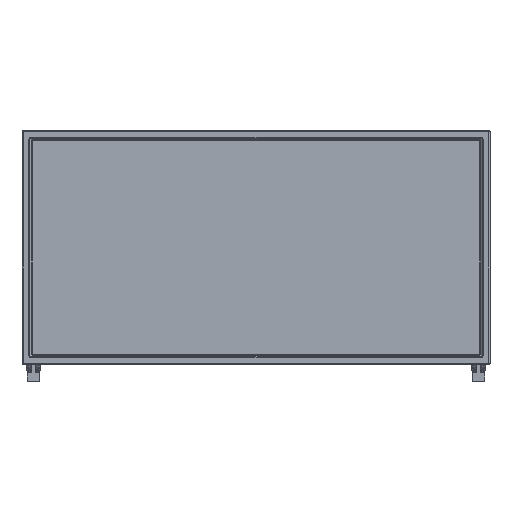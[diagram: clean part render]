
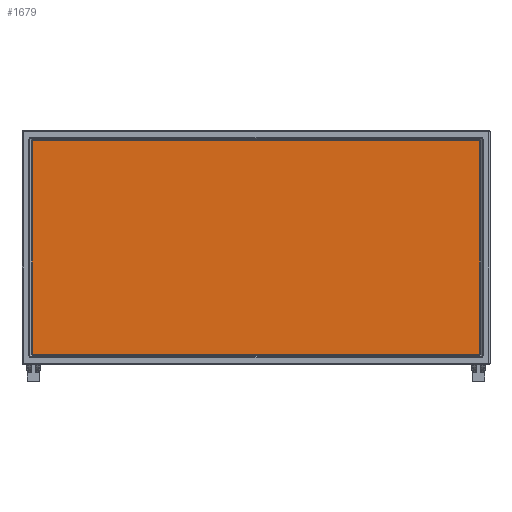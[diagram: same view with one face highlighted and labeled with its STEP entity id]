
A CAD part, top view. The second image highlights one B-rep face of the part: STEP entity #1679.
In plain terms, the highlighted free-form (B-spline) face has degree [1, 1] with [2, 2] control points.
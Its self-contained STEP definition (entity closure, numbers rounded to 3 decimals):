
#1453 = VERTEX_POINT('',#1454);
#1454 = CARTESIAN_POINT('',(755.83,-360.711,
    20.019));
#1460 = EDGE_CURVE('',#1453,#1461,#1463,.T.);
#1461 = VERTEX_POINT('',#1462);
#1462 = CARTESIAN_POINT('',(-755.83,-360.711,
    20.019));
#1463 = B_SPLINE_CURVE_WITH_KNOTS('',2,(#1464,#1465,#1466,#1467,#1468),
  .UNSPECIFIED.,.F.,.F.,(3,1,1,3),(-53.975,-1.172,
    1439.172,1491.975),.UNSPECIFIED.);
#1464 = CARTESIAN_POINT('',(814.447,-360.711,
    20.019));
#1465 = CARTESIAN_POINT('',(786.629,-360.711,
    20.019));
#1466 = CARTESIAN_POINT('',(0.,-360.711,
    20.019));
#1467 = CARTESIAN_POINT('',(-786.629,-360.711,
    20.019));
#1468 = CARTESIAN_POINT('',(-814.447,-360.711,
    20.019));
#1539 = VERTEX_POINT('',#1540);
#1540 = CARTESIAN_POINT('',(755.83,360.711,20.019
    ));
#1546 = EDGE_CURVE('',#1539,#1453,#1547,.T.);
#1547 = B_SPLINE_CURVE_WITH_KNOTS('',2,(#1548,#1549,#1550,#1551,#1552),
  .UNSPECIFIED.,.F.,.F.,(3,1,1,3),(-26.435,-1.172,
    689.172,714.435),.UNSPECIFIED.);
#1548 = CARTESIAN_POINT('',(755.83,390.31,
    20.019));
#1549 = CARTESIAN_POINT('',(755.83,377.,
    20.019));
#1550 = CARTESIAN_POINT('',(755.83,0.,
    20.019));
#1551 = CARTESIAN_POINT('',(755.83,-377.,
    20.019));
#1552 = CARTESIAN_POINT('',(755.83,-390.31,
    20.019));
#1575 = EDGE_CURVE('',#1461,#1576,#1578,.T.);
#1576 = VERTEX_POINT('',#1577);
#1577 = CARTESIAN_POINT('',(-755.83,360.711,20.019)
  );
#1578 = B_SPLINE_CURVE_WITH_KNOTS('',2,(#1579,#1580,#1581,#1582,#1583),
  .UNSPECIFIED.,.F.,.F.,(3,1,1,3),(-26.435,-1.172,
    689.172,714.435),.UNSPECIFIED.);
#1579 = CARTESIAN_POINT('',(-755.83,-390.31,
    20.019));
#1580 = CARTESIAN_POINT('',(-755.83,-377.,
    20.019));
#1581 = CARTESIAN_POINT('',(-755.83,0.,
    20.019));
#1582 = CARTESIAN_POINT('',(-755.83,377.,
    20.019));
#1583 = CARTESIAN_POINT('',(-755.83,390.31,
    20.019));
#1655 = EDGE_CURVE('',#1576,#1539,#1656,.T.);
#1656 = B_SPLINE_CURVE_WITH_KNOTS('',2,(#1657,#1658,#1659,#1660,#1661),
  .UNSPECIFIED.,.F.,.F.,(3,1,1,3),(-53.975,-1.172,
    1439.172,1491.975),.UNSPECIFIED.);
#1657 = CARTESIAN_POINT('',(-814.447,360.711,20.019
    ));
#1658 = CARTESIAN_POINT('',(-786.629,360.711,20.019
    ));
#1659 = CARTESIAN_POINT('',(0.,360.711,
    20.019));
#1660 = CARTESIAN_POINT('',(786.629,360.711,20.019
    ));
#1661 = CARTESIAN_POINT('',(814.447,360.711,20.019
    ));
#1679 = ADVANCED_FACE('',(#1680),#1686,.F.);
#1680 = FACE_BOUND('',#1681,.F.);
#1681 = EDGE_LOOP('',(#1682,#1683,#1684,#1685));
#1682 = ORIENTED_EDGE('',*,*,#1460,.T.);
#1683 = ORIENTED_EDGE('',*,*,#1575,.T.);
#1684 = ORIENTED_EDGE('',*,*,#1655,.T.);
#1685 = ORIENTED_EDGE('',*,*,#1546,.T.);
#1686 = B_SPLINE_SURFACE_WITH_KNOTS('',1,1,(
    (#1687,#1688)
    ,(#1689,#1690
    )),.UNSPECIFIED.,.F.,.F.,.F.,(2,2),(2,2),(2.21,
    1591.901),(-618.415,618.415),
  .PIECEWISE_BEZIER_KNOTS.);
#1687 = CARTESIAN_POINT('',(-1036.696,226.332,
    20.019));
#1688 = CARTESIAN_POINT('',(-474.255,-949.235,
    20.019));
#1689 = CARTESIAN_POINT('',(474.255,949.235,
    20.019));
#1690 = CARTESIAN_POINT('',(1036.696,-226.332,
    20.019));
